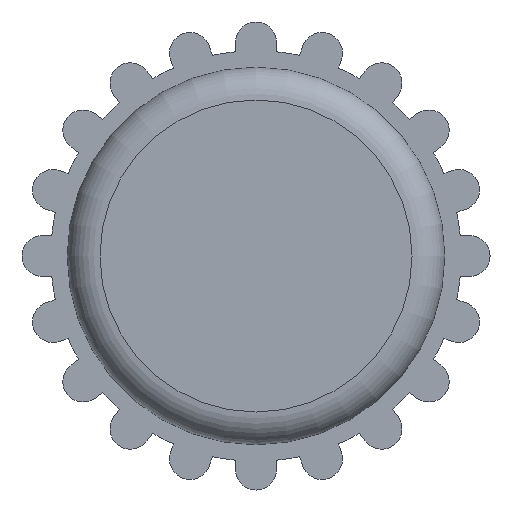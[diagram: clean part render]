
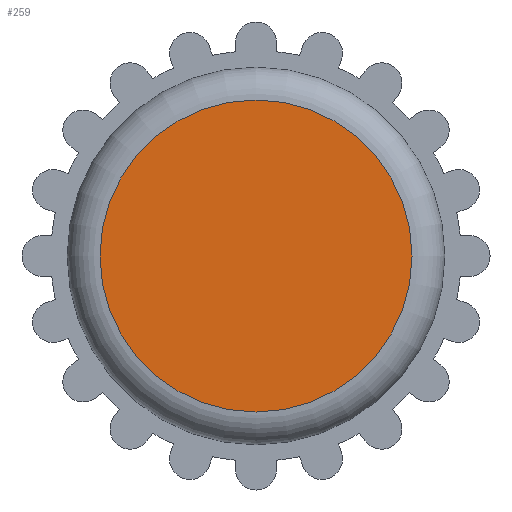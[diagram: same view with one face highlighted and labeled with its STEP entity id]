
A CAD part, front view. The second image highlights one B-rep face of the part: STEP entity #259.
In plain terms, the highlighted planar face has unit normal (0, -1, 0).
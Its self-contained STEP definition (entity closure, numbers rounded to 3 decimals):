
#259 = ADVANCED_FACE( '', ( #529 ), #530, .F. );
#529 = FACE_OUTER_BOUND( '', #802, .T. );
#530 = PLANE( '', #803 );
#802 = EDGE_LOOP( '', ( #1582 ) );
#803 = AXIS2_PLACEMENT_3D( '', #1583, #1584, #1585 );
#1582 = ORIENTED_EDGE( '', *, *, #1809, .T. );
#1583 = CARTESIAN_POINT( '', ( 9.5, 0., 0. ) );
#1584 = DIRECTION( '', ( 0., 1., 0. ) );
#1585 = DIRECTION( '', ( 0., 0., 1. ) );
#1809 = EDGE_CURVE( '', #2245, #2245, #2246, .T. );
#2245 = VERTEX_POINT( '', #2809 );
#2246 = CIRCLE( '', #2810, 9.5 );
#2809 = CARTESIAN_POINT( '', ( 0., 0., -9.5 ) );
#2810 = AXIS2_PLACEMENT_3D( '', #3379, #3380, #3381 );
#3379 = CARTESIAN_POINT( '', ( 0., 0., 0. ) );
#3380 = DIRECTION( '', ( 0., -1., 0. ) );
#3381 = DIRECTION( '', ( 0., 0., -1. ) );
